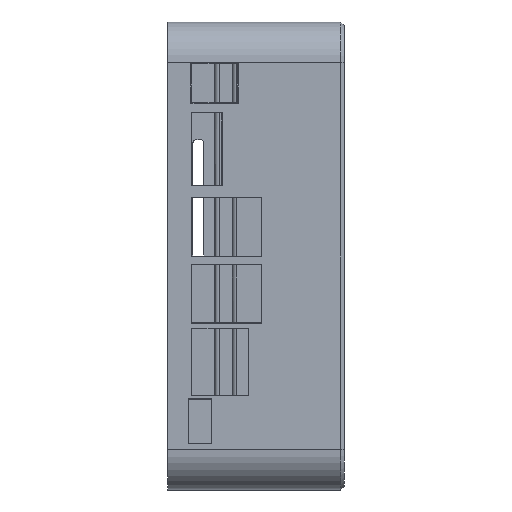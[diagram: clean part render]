
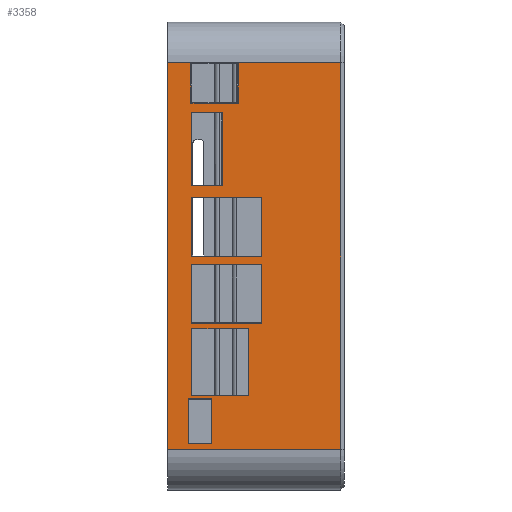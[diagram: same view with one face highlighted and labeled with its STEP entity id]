
A CAD part, front view. The second image highlights one B-rep face of the part: STEP entity #3358.
In plain terms, the highlighted planar face has unit normal (0, -1, 0).
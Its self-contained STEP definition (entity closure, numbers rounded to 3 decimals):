
#34=FACE_BOUND('',#1207,.T.);
#35=FACE_BOUND('',#1208,.T.);
#36=FACE_BOUND('',#1209,.T.);
#37=FACE_BOUND('',#1210,.T.);
#38=FACE_BOUND('',#1211,.T.);
#39=FACE_BOUND('',#1212,.T.);
#107=PLANE('',#3571);
#249=LINE('',#5602,#623);
#255=LINE('',#5613,#629);
#262=LINE('',#5629,#636);
#270=LINE('',#5645,#644);
#275=LINE('',#5655,#649);
#280=LINE('',#5664,#654);
#290=LINE('',#5685,#664);
#291=LINE('',#5687,#665);
#292=LINE('',#5689,#666);
#293=LINE('',#5690,#667);
#294=LINE('',#5693,#668);
#295=LINE('',#5695,#669);
#296=LINE('',#5697,#670);
#297=LINE('',#5698,#671);
#298=LINE('',#5701,#672);
#299=LINE('',#5703,#673);
#300=LINE('',#5705,#674);
#301=LINE('',#5706,#675);
#302=LINE('',#5708,#676);
#303=LINE('',#5710,#677);
#304=LINE('',#5711,#678);
#305=LINE('',#5714,#679);
#306=LINE('',#5716,#680);
#307=LINE('',#5718,#681);
#308=LINE('',#5719,#682);
#309=LINE('',#5722,#683);
#310=LINE('',#5724,#684);
#311=LINE('',#5726,#685);
#312=LINE('',#5727,#686);
#623=VECTOR('',#3780,10.);
#629=VECTOR('',#3788,10.);
#636=VECTOR('',#3801,10.);
#644=VECTOR('',#3815,10.);
#649=VECTOR('',#3824,10.);
#654=VECTOR('',#3833,10.);
#664=VECTOR('',#3853,10.);
#665=VECTOR('',#3854,10.);
#666=VECTOR('',#3855,10.);
#667=VECTOR('',#3856,10.);
#668=VECTOR('',#3857,10.);
#669=VECTOR('',#3858,10.);
#670=VECTOR('',#3859,10.);
#671=VECTOR('',#3860,10.);
#672=VECTOR('',#3861,10.);
#673=VECTOR('',#3862,10.);
#674=VECTOR('',#3863,10.);
#675=VECTOR('',#3864,10.);
#676=VECTOR('',#3865,10.);
#677=VECTOR('',#3866,10.);
#678=VECTOR('',#3867,10.);
#679=VECTOR('',#3868,10.);
#680=VECTOR('',#3869,10.);
#681=VECTOR('',#3870,10.);
#682=VECTOR('',#3871,10.);
#683=VECTOR('',#3872,10.);
#684=VECTOR('',#3873,10.);
#685=VECTOR('',#3874,10.);
#686=VECTOR('',#3875,10.);
#998=FACE_OUTER_BOUND('',#1206,.T.);
#1206=EDGE_LOOP('',(#2425,#2426,#2427,#2428));
#1207=EDGE_LOOP('',(#2429,#2430,#2431,#2432));
#1208=EDGE_LOOP('',(#2433,#2434,#2435,#2436));
#1209=EDGE_LOOP('',(#2437,#2438,#2439,#2440,#2441));
#1210=EDGE_LOOP('',(#2442,#2443,#2444,#2445));
#1211=EDGE_LOOP('',(#2446,#2447,#2448,#2449));
#1212=EDGE_LOOP('',(#2450,#2451,#2452,#2453));
#1536=VERTEX_POINT('',#5599);
#1537=VERTEX_POINT('',#5601);
#1541=VERTEX_POINT('',#5611);
#1542=VERTEX_POINT('',#5615);
#1545=VERTEX_POINT('',#5622);
#1552=VERTEX_POINT('',#5641);
#1553=VERTEX_POINT('',#5648);
#1562=VERTEX_POINT('',#5683);
#1563=VERTEX_POINT('',#5684);
#1564=VERTEX_POINT('',#5686);
#1565=VERTEX_POINT('',#5688);
#1566=VERTEX_POINT('',#5691);
#1567=VERTEX_POINT('',#5692);
#1568=VERTEX_POINT('',#5694);
#1569=VERTEX_POINT('',#5696);
#1570=VERTEX_POINT('',#5699);
#1571=VERTEX_POINT('',#5700);
#1572=VERTEX_POINT('',#5702);
#1573=VERTEX_POINT('',#5704);
#1574=VERTEX_POINT('',#5707);
#1575=VERTEX_POINT('',#5709);
#1576=VERTEX_POINT('',#5712);
#1577=VERTEX_POINT('',#5713);
#1578=VERTEX_POINT('',#5715);
#1579=VERTEX_POINT('',#5717);
#1580=VERTEX_POINT('',#5720);
#1581=VERTEX_POINT('',#5721);
#1582=VERTEX_POINT('',#5723);
#1583=VERTEX_POINT('',#5725);
#1843=EDGE_CURVE('',#1536,#1537,#249,.T.);
#1849=EDGE_CURVE('',#1536,#1541,#255,.T.);
#1856=EDGE_CURVE('',#1545,#1542,#262,.T.);
#1864=EDGE_CURVE('',#1542,#1552,#270,.T.);
#1869=EDGE_CURVE('',#1553,#1545,#275,.T.);
#1874=EDGE_CURVE('',#1552,#1553,#280,.T.);
#1884=EDGE_CURVE('',#1562,#1563,#290,.T.);
#1885=EDGE_CURVE('',#1564,#1563,#291,.T.);
#1886=EDGE_CURVE('',#1565,#1564,#292,.T.);
#1887=EDGE_CURVE('',#1565,#1562,#293,.T.);
#1888=EDGE_CURVE('',#1566,#1567,#294,.T.);
#1889=EDGE_CURVE('',#1568,#1566,#295,.T.);
#1890=EDGE_CURVE('',#1569,#1568,#296,.T.);
#1891=EDGE_CURVE('',#1567,#1569,#297,.T.);
#1892=EDGE_CURVE('',#1570,#1571,#298,.T.);
#1893=EDGE_CURVE('',#1572,#1570,#299,.T.);
#1894=EDGE_CURVE('',#1573,#1572,#300,.T.);
#1895=EDGE_CURVE('',#1571,#1573,#301,.T.);
#1896=EDGE_CURVE('',#1574,#1541,#302,.T.);
#1897=EDGE_CURVE('',#1575,#1574,#303,.T.);
#1898=EDGE_CURVE('',#1575,#1537,#304,.T.);
#1899=EDGE_CURVE('',#1576,#1577,#305,.T.);
#1900=EDGE_CURVE('',#1578,#1576,#306,.T.);
#1901=EDGE_CURVE('',#1579,#1578,#307,.T.);
#1902=EDGE_CURVE('',#1577,#1579,#308,.T.);
#1903=EDGE_CURVE('',#1580,#1581,#309,.T.);
#1904=EDGE_CURVE('',#1582,#1580,#310,.T.);
#1905=EDGE_CURVE('',#1583,#1582,#311,.T.);
#1906=EDGE_CURVE('',#1581,#1583,#312,.T.);
#2425=ORIENTED_EDGE('',*,*,#1884,.T.);
#2426=ORIENTED_EDGE('',*,*,#1885,.F.);
#2427=ORIENTED_EDGE('',*,*,#1886,.F.);
#2428=ORIENTED_EDGE('',*,*,#1887,.T.);
#2429=ORIENTED_EDGE('',*,*,#1888,.F.);
#2430=ORIENTED_EDGE('',*,*,#1889,.F.);
#2431=ORIENTED_EDGE('',*,*,#1890,.F.);
#2432=ORIENTED_EDGE('',*,*,#1891,.F.);
#2433=ORIENTED_EDGE('',*,*,#1892,.F.);
#2434=ORIENTED_EDGE('',*,*,#1893,.F.);
#2435=ORIENTED_EDGE('',*,*,#1894,.F.);
#2436=ORIENTED_EDGE('',*,*,#1895,.F.);
#2437=ORIENTED_EDGE('',*,*,#1849,.T.);
#2438=ORIENTED_EDGE('',*,*,#1896,.F.);
#2439=ORIENTED_EDGE('',*,*,#1897,.F.);
#2440=ORIENTED_EDGE('',*,*,#1898,.T.);
#2441=ORIENTED_EDGE('',*,*,#1843,.F.);
#2442=ORIENTED_EDGE('',*,*,#1899,.F.);
#2443=ORIENTED_EDGE('',*,*,#1900,.F.);
#2444=ORIENTED_EDGE('',*,*,#1901,.F.);
#2445=ORIENTED_EDGE('',*,*,#1902,.F.);
#2446=ORIENTED_EDGE('',*,*,#1903,.F.);
#2447=ORIENTED_EDGE('',*,*,#1904,.F.);
#2448=ORIENTED_EDGE('',*,*,#1905,.F.);
#2449=ORIENTED_EDGE('',*,*,#1906,.F.);
#2450=ORIENTED_EDGE('',*,*,#1856,.F.);
#2451=ORIENTED_EDGE('',*,*,#1869,.F.);
#2452=ORIENTED_EDGE('',*,*,#1874,.F.);
#2453=ORIENTED_EDGE('',*,*,#1864,.F.);
#3358=ADVANCED_FACE('',(#998,#34,#35,#36,#37,#38,#39),#107,.T.);
#3571=AXIS2_PLACEMENT_3D('',#5682,#3851,#3852);
#3780=DIRECTION('',(-0.707,0.,-0.707));
#3788=DIRECTION('',(1.,0.,0.));
#3801=DIRECTION('',(0.,0.,-1.));
#3815=DIRECTION('',(1.,0.,0.));
#3824=DIRECTION('',(-1.,0.,0.));
#3833=DIRECTION('',(0.,0.,1.));
#3851=DIRECTION('center_axis',(0.,-1.,0.));
#3852=DIRECTION('ref_axis',(0.,0.,1.));
#3853=DIRECTION('',(0.,0.,-1.));
#3854=DIRECTION('',(-1.,0.,0.));
#3855=DIRECTION('',(0.,0.,-1.));
#3856=DIRECTION('',(-1.,0.,0.));
#3857=DIRECTION('',(1.,0.,0.));
#3858=DIRECTION('',(0.,0.,-1.));
#3859=DIRECTION('',(-1.,0.,0.));
#3860=DIRECTION('',(0.,0.,1.));
#3861=DIRECTION('',(1.,0.,0.));
#3862=DIRECTION('',(0.,0.,-1.));
#3863=DIRECTION('',(-1.,0.,0.));
#3864=DIRECTION('',(0.,0.,1.));
#3865=DIRECTION('',(0.,0.,1.));
#3866=DIRECTION('',(1.,0.,0.));
#3867=DIRECTION('',(0.,0.,1.));
#3868=DIRECTION('',(0.,0.,-1.));
#3869=DIRECTION('',(-1.,0.,0.));
#3870=DIRECTION('',(0.,0.,1.));
#3871=DIRECTION('',(1.,0.,0.));
#3872=DIRECTION('',(1.,0.,0.));
#3873=DIRECTION('',(0.,0.,-1.));
#3874=DIRECTION('',(-1.,0.,0.));
#3875=DIRECTION('',(0.,0.,1.));
#5599=CARTESIAN_POINT('',(1.27,-26.5,30.527));
#5601=CARTESIAN_POINT('',(1.17,-26.5,30.427));
#5602=CARTESIAN_POINT('',(-7.979,-26.5,21.278));
#5611=CARTESIAN_POINT('',(15.72,-26.5,30.527));
#5613=CARTESIAN_POINT('',(5.16,-26.5,30.527));
#5615=CARTESIAN_POINT('',(0.396,-26.5,1.33));
#5622=CARTESIAN_POINT('',(0.396,-26.5,12.72));
#5629=CARTESIAN_POINT('',(0.396,-26.5,5.635));
#5641=CARTESIAN_POINT('',(6.326,-26.5,1.33));
#5645=CARTESIAN_POINT('',(-1.627,-26.5,1.33));
#5648=CARTESIAN_POINT('',(6.326,-26.5,12.72));
#5655=CARTESIAN_POINT('',(0.088,-26.5,12.72));
#5664=CARTESIAN_POINT('',(6.326,-26.5,1.19));
#5682=CARTESIAN_POINT('Origin',(-4.9,-26.5,-0.2));
#5683=CARTESIAN_POINT('',(-4.9,-26.5,98.2));
#5684=CARTESIAN_POINT('',(-4.9,-26.5,-0.2));
#5685=CARTESIAN_POINT('',(-4.9,-26.5,24.4));
#5686=CARTESIAN_POINT('',(39.1,-26.5,-0.2));
#5687=CARTESIAN_POINT('',(-4.9,-26.5,-0.2));
#5688=CARTESIAN_POINT('',(39.1,-26.5,98.2));
#5689=CARTESIAN_POINT('',(39.1,-26.5,24.4));
#5690=CARTESIAN_POINT('',(-4.9,-26.5,98.2));
#5691=CARTESIAN_POINT('',(1.146,-26.5,48.875));
#5692=CARTESIAN_POINT('',(18.986,-26.5,48.875));
#5693=CARTESIAN_POINT('',(-1.627,-26.5,48.875));
#5694=CARTESIAN_POINT('',(1.146,-26.5,63.925));
#5695=CARTESIAN_POINT('',(1.146,-26.5,31.612));
#5696=CARTESIAN_POINT('',(18.986,-26.5,63.925));
#5697=CARTESIAN_POINT('',(6.793,-26.5,63.925));
#5698=CARTESIAN_POINT('',(18.986,-26.5,24.587));
#5699=CARTESIAN_POINT('',(1.07,-26.5,87.85));
#5700=CARTESIAN_POINT('',(13.07,-26.5,87.85));
#5701=CARTESIAN_POINT('',(-1.665,-26.5,87.85));
#5702=CARTESIAN_POINT('',(1.07,-26.5,98.15));
#5703=CARTESIAN_POINT('',(1.07,-26.5,48.725));
#5704=CARTESIAN_POINT('',(13.07,-26.5,98.15));
#5705=CARTESIAN_POINT('',(3.835,-26.5,98.15));
#5706=CARTESIAN_POINT('',(13.07,-26.5,44.075));
#5707=CARTESIAN_POINT('',(15.72,-26.5,13.473));
#5708=CARTESIAN_POINT('',(15.72,-26.5,6.886));
#5709=CARTESIAN_POINT('',(1.17,-26.5,13.473));
#5710=CARTESIAN_POINT('',(-1.665,-26.5,13.473));
#5711=CARTESIAN_POINT('',(1.17,-26.5,14.963));
#5712=CARTESIAN_POINT('',(1.146,-26.5,85.588));
#5713=CARTESIAN_POINT('',(1.146,-26.5,66.892));
#5714=CARTESIAN_POINT('',(1.146,-26.5,42.444));
#5715=CARTESIAN_POINT('',(8.956,-26.5,85.588));
#5716=CARTESIAN_POINT('',(1.778,-26.5,85.588));
#5717=CARTESIAN_POINT('',(8.956,-26.5,66.892));
#5718=CARTESIAN_POINT('',(8.956,-26.5,33.596));
#5719=CARTESIAN_POINT('',(-1.627,-26.5,66.892));
#5720=CARTESIAN_POINT('',(1.146,-26.5,31.875));
#5721=CARTESIAN_POINT('',(18.986,-26.5,31.875));
#5722=CARTESIAN_POINT('',(-1.627,-26.5,31.875));
#5723=CARTESIAN_POINT('',(1.146,-26.5,46.925));
#5724=CARTESIAN_POINT('',(1.146,-26.5,23.112));
#5725=CARTESIAN_POINT('',(18.986,-26.5,46.925));
#5726=CARTESIAN_POINT('',(6.793,-26.5,46.925));
#5727=CARTESIAN_POINT('',(18.986,-26.5,16.087));
